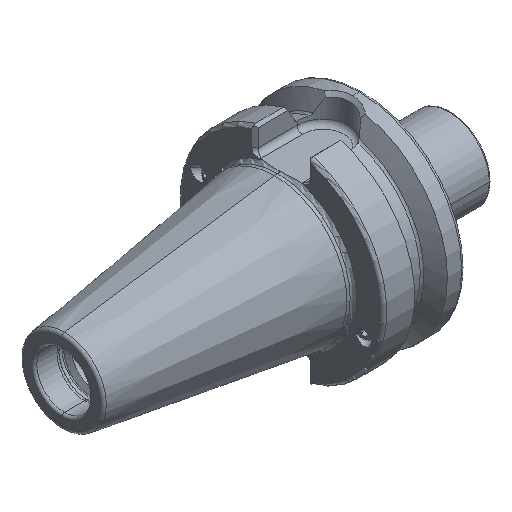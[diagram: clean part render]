
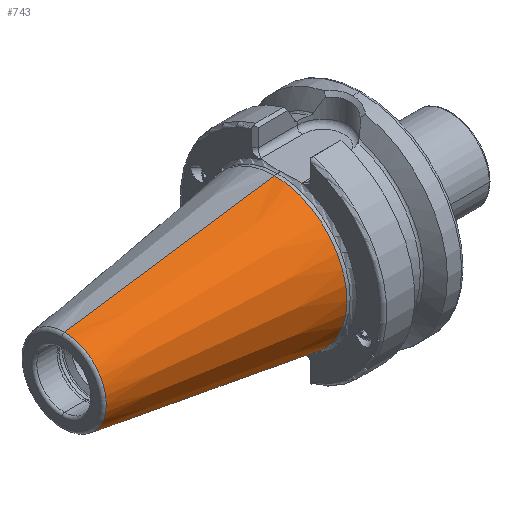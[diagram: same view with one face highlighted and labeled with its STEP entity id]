
A CAD part, isometric view. The second image highlights one B-rep face of the part: STEP entity #743.
In plain terms, the highlighted conical face has half-angle 8.297 degrees and reference radius 22.225 mm.
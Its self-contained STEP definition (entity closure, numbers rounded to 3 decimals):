
#48 = VERTEX_POINT ( 'NONE', #1548 ) ;
#343 = EDGE_CURVE ( 'NONE', #934, #3546, #1893, .T. ) ;
#379 = AXIS2_PLACEMENT_3D ( 'NONE', #5436, #5888, #2605 ) ;
#576 = AXIS2_PLACEMENT_3D ( 'NONE', #3777, #957, #4245 ) ;
#637 = VECTOR ( 'NONE', #5651, 1000. ) ;
#639 = DIRECTION ( 'NONE',  ( -1., 0., 0. ) ) ;
#743 = ADVANCED_FACE ( 'NONE', ( #1842 ), #4042, .T. ) ;
#806 = LINE ( 'NONE', #3309, #637 ) ;
#934 = VERTEX_POINT ( 'NONE', #1648 ) ;
#957 = DIRECTION ( 'NONE',  ( -1., 0., 0. ) ) ;
#996 = CARTESIAN_POINT ( 'NONE',  ( -64.544, 0., 12.812 ) ) ;
#1059 = EDGE_CURVE ( 'NONE', #934, #4705, #2708, .T. ) ;
#1198 = CARTESIAN_POINT ( 'NONE',  ( 0., 0., -22.225 ) ) ;
#1548 = CARTESIAN_POINT ( 'NONE',  ( 0., 0., 22.225 ) ) ;
#1648 = CARTESIAN_POINT ( 'NONE',  ( -64.544, 0., -12.812 ) ) ;
#1842 = FACE_OUTER_BOUND ( 'NONE', #3988, .T. ) ;
#1893 = LINE ( 'NONE', #1198, #4104 ) ;
#2188 = AXIS2_PLACEMENT_3D ( 'NONE', #3482, #639, #3946 ) ;
#2605 = DIRECTION ( 'NONE',  ( 0., 0., -1. ) ) ;
#2708 = CIRCLE ( 'NONE', #576, 12.812 ) ;
#3085 = DIRECTION ( 'NONE',  ( 0.99, 0., -0.144 ) ) ;
#3309 = CARTESIAN_POINT ( 'NONE',  ( 0., 0., 22.225 ) ) ;
#3482 = CARTESIAN_POINT ( 'NONE',  ( 0., 0., 0. ) ) ;
#3546 = VERTEX_POINT ( 'NONE', #4707 ) ;
#3777 = CARTESIAN_POINT ( 'NONE',  ( -64.544, 0., 0. ) ) ;
#3946 = DIRECTION ( 'NONE',  ( 0., 0., 1. ) ) ;
#3988 = EDGE_LOOP ( 'NONE', ( #5029, #5201, #5133, #5307 ) ) ;
#4042 = CONICAL_SURFACE ( 'NONE', #379, 22.225, 0.145 ) ;
#4104 = VECTOR ( 'NONE', #3085, 1000. ) ;
#4245 = DIRECTION ( 'NONE',  ( 0., 0., 1. ) ) ;
#4705 = VERTEX_POINT ( 'NONE', #996 ) ;
#4707 = CARTESIAN_POINT ( 'NONE',  ( 0., 0., -22.225 ) ) ;
#5029 = ORIENTED_EDGE ( 'NONE', *, *, #5329, .F. ) ;
#5133 = ORIENTED_EDGE ( 'NONE', *, *, #343, .T. ) ;
#5201 = ORIENTED_EDGE ( 'NONE', *, *, #1059, .F. ) ;
#5307 = ORIENTED_EDGE ( 'NONE', *, *, #5502, .T. ) ;
#5329 = EDGE_CURVE ( 'NONE', #4705, #48, #806, .T. ) ;
#5436 = CARTESIAN_POINT ( 'NONE',  ( 0., 0., 0. ) ) ;
#5502 = EDGE_CURVE ( 'NONE', #3546, #48, #5889, .T. ) ;
#5651 = DIRECTION ( 'NONE',  ( 0.99, 0., 0.144 ) ) ;
#5888 = DIRECTION ( 'NONE',  ( 1., 0., 0. ) ) ;
#5889 = CIRCLE ( 'NONE', #2188, 22.225 ) ;
